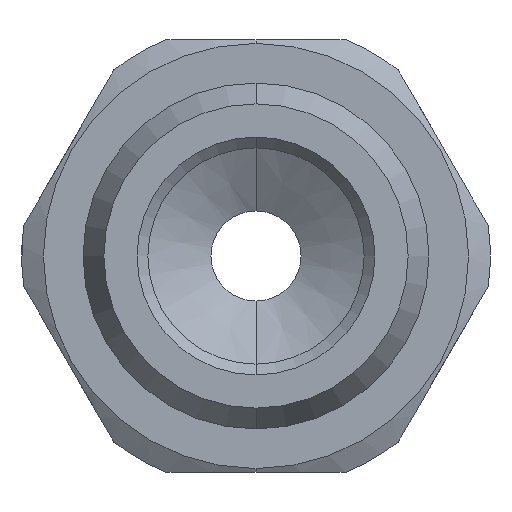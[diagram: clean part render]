
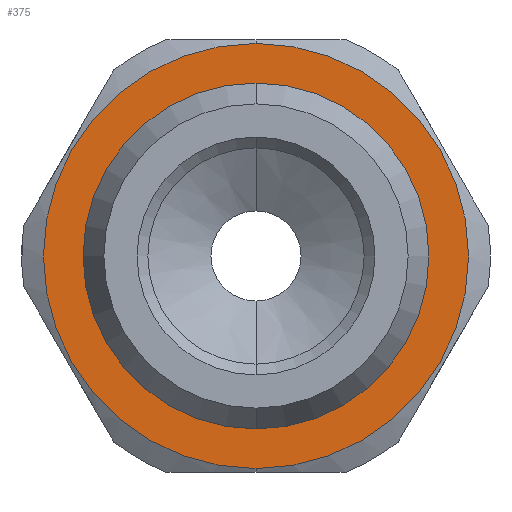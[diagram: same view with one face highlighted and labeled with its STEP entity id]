
A CAD part, front view. The second image highlights one B-rep face of the part: STEP entity #375.
In plain terms, the highlighted planar face has unit normal (0, -1, 0).
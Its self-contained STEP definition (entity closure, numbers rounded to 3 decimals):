
#22 = EDGE_CURVE ( 'NONE', #882, #883, #452, .T. ) ;
#37 = EDGE_CURVE ( 'NONE', #874, #884, #472, .T. ) ;
#259 = EDGE_LOOP ( 'NONE', ( #969, #968 ) ) ;
#340 = EDGE_CURVE ( 'NONE', #883, #882, #560, .T. ) ;
#345 = EDGE_CURVE ( 'NONE', #884, #874, #559, .T. ) ;
#375 = ADVANCED_FACE ( 'NONE', ( #1136, #1137 ), #1354, .T. ) ;
#452 = CIRCLE ( 'NONE', #453, 5.9 ) ;
#453 = AXIS2_PLACEMENT_3D ( 'NONE', #718, #717, #715 ) ;
#472 = CIRCLE ( 'NONE', #474, 4.8 ) ;
#474 = AXIS2_PLACEMENT_3D ( 'NONE', #682, #681, #680 ) ;
#547 = AXIS2_PLACEMENT_3D ( 'NONE', #1355, #1356, #1357 ) ;
#552 = AXIS2_PLACEMENT_3D ( 'NONE', #1261, #1262, #1263 ) ;
#554 = AXIS2_PLACEMENT_3D ( 'NONE', #1234, #1235, #1236 ) ;
#559 = CIRCLE ( 'NONE', #552, 4.8 ) ;
#560 = CIRCLE ( 'NONE', #554, 5.9 ) ;
#680 = DIRECTION ( 'NONE',  ( 0., 0., -1. ) ) ;
#681 = DIRECTION ( 'NONE',  ( 0., -1., 0. ) ) ;
#682 = CARTESIAN_POINT ( 'NONE',  ( 0., 7., 0. ) ) ;
#715 = DIRECTION ( 'NONE',  ( 0., 0., -1. ) ) ;
#717 = DIRECTION ( 'NONE',  ( 0., -1., 0. ) ) ;
#718 = CARTESIAN_POINT ( 'NONE',  ( 0., 7., 0. ) ) ;
#874 = VERTEX_POINT ( 'NONE', #1417 ) ;
#882 = VERTEX_POINT ( 'NONE', #1425 ) ;
#883 = VERTEX_POINT ( 'NONE', #1426 ) ;
#884 = VERTEX_POINT ( 'NONE', #1427 ) ;
#968 = ORIENTED_EDGE ( 'NONE', *, *, #345, .F. ) ;
#969 = ORIENTED_EDGE ( 'NONE', *, *, #37, .F. ) ;
#970 = ORIENTED_EDGE ( 'NONE', *, *, #22, .T. ) ;
#971 = ORIENTED_EDGE ( 'NONE', *, *, #340, .T. ) ;
#1032 = EDGE_LOOP ( 'NONE', ( #971, #970 ) ) ;
#1136 = FACE_OUTER_BOUND ( 'NONE', #1032, .T. ) ;
#1137 = FACE_BOUND ( 'NONE', #259, .T. ) ;
#1234 = CARTESIAN_POINT ( 'NONE',  ( 0., 7., 0. ) ) ;
#1235 = DIRECTION ( 'NONE',  ( 0., -1., 0. ) ) ;
#1236 = DIRECTION ( 'NONE',  ( 0., 0., -1. ) ) ;
#1261 = CARTESIAN_POINT ( 'NONE',  ( 0., 7., 0. ) ) ;
#1262 = DIRECTION ( 'NONE',  ( 0., -1., 0. ) ) ;
#1263 = DIRECTION ( 'NONE',  ( 0., 0., -1. ) ) ;
#1354 = PLANE ( 'NONE',  #547 ) ;
#1355 = CARTESIAN_POINT ( 'NONE',  ( 4.8, 7., 0. ) ) ;
#1356 = DIRECTION ( 'NONE',  ( 0., -1., 0. ) ) ;
#1357 = DIRECTION ( 'NONE',  ( 0., 0., -1. ) ) ;
#1417 = CARTESIAN_POINT ( 'NONE',  ( 0., 7., -4.8 ) ) ;
#1425 = CARTESIAN_POINT ( 'NONE',  ( 0., 7., -5.9 ) ) ;
#1426 = CARTESIAN_POINT ( 'NONE',  ( 0., 7., 5.9 ) ) ;
#1427 = CARTESIAN_POINT ( 'NONE',  ( 0., 7., 4.8 ) ) ;
